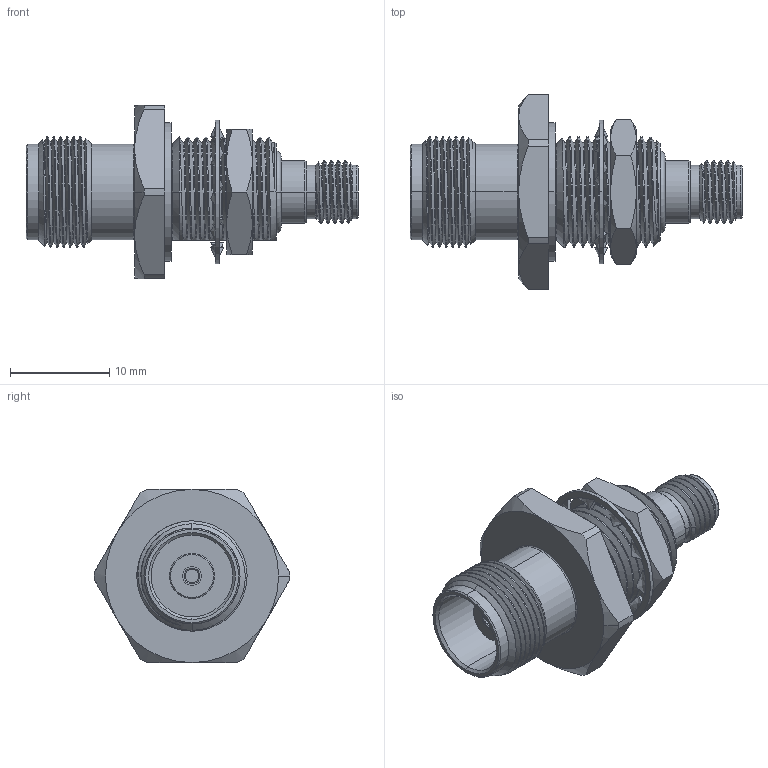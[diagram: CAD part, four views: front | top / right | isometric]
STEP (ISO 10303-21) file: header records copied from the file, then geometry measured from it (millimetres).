
FILE_DESCRIPTION (( 'STEP AP203' ), '1' );
FILE_NAME ('SM4743.step', '2019-01-14T14:59:24', ( '' ), ( '' ), 'SwSTEP 2.0', 'SolidWorks 2017', '' );
FILE_SCHEMA (( 'CONFIG_CONTROL_DESIGN' ));
Length unit declared in the file: inch
Products named in the file (1): SM4743
Bounding box: 33.5 x 19.75 x 17.46 mm (x, y, z)
Volume: 2610.6 mm3; surface area: 3036.1 mm2
Topology: 4 solids, 4 shells, 320 faces, 886 edges, 589 vertices
Faces by surface type: cylinder 121, bspline 82, plane 59, cone 52, torus 6
Entity records: 26353 total; most frequent: CARTESIAN_POINT 19282, ORIENTED_EDGE 1772, DIRECTION 1095, EDGE_CURVE 886, VERTEX_POINT 589, AXIS2_PLACEMENT_3D 441, EDGE_LOOP 341, FACE_OUTER_BOUND 320
